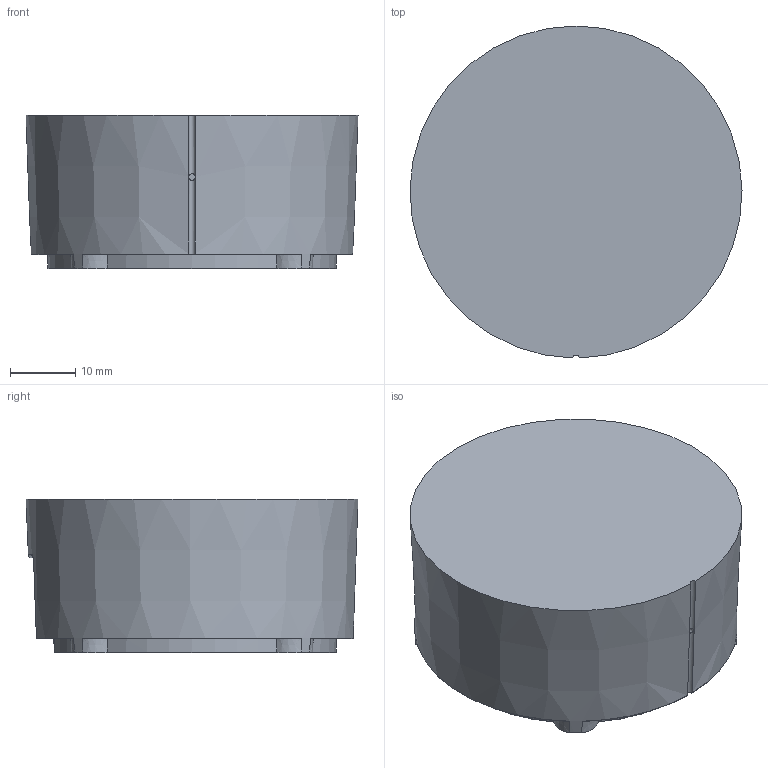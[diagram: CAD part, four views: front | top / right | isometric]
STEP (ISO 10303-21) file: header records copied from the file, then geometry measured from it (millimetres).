
FILE_DESCRIPTION(/* description */ ('Unknown'),/* implementation_level */ '2;1');
FILE_NAME(/* name */ 'Scanse Sweep lower',/* time_stamp */ '2018-01-29T13:30:24-08:00',/* author */ ('Unknown'),/* organization */ ('Unknown'),/* preprocessor_version */ 'ST-DEVELOPER v16.7',/* originating_system */ 'DEX',/* authorisation */ $);
FILE_SCHEMA (('AUTOMOTIVE_DESIGN {1 0 10303 214 3 1 1}'));
Length unit declared in the file: millimetre
Products named in the file (1): Scanse Sweep lower
Bounding box: 50.69 x 50.69 x 23.43 mm (x, y, z)
Volume: 42706.7 mm3; surface area: 8036.1 mm2
Topology: 1 solids, 1 shells, 85 faces, 221 edges, 134 vertices
Faces by surface type: cone 22, cylinder 21, torus 20, plane 12, bspline 10
Full cylindrical faces by diameter (mm): 1 x1, 2.05 x4
Entity records: 2910 total; most frequent: CARTESIAN_POINT 990, ORIENTED_EDGE 398, DIRECTION 382, EDGE_CURVE 199, AXIS2_PLACEMENT_3D 179, VERTEX_POINT 133, FACE_BOUND 102, EDGE_LOOP 98
